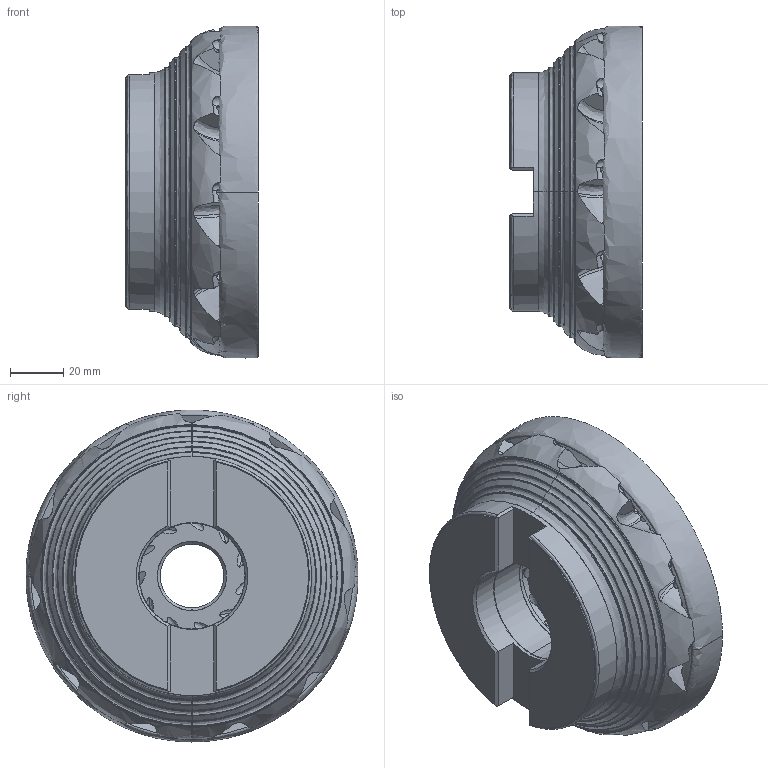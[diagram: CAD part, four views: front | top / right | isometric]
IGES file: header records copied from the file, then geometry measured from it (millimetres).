
Start section: SolidWorks IGES file using analytic representation for surfaces
Global section: file name: 90PP_125_723_11.IGS; native system: SolidWorks 2016; preprocessor: SolidWorks 2016; author: phk; date: 160722.141308; units: millimetre
Bounding box: 50.04 x 124.98 x 124.98 mm (x, y, z)
Surface area: 55291.5 mm2 (no closed solid volume)
Topology: 0 solids, 0 shells, 834 faces, 12858 edges, 12836 vertices
Faces by surface type: revolution 448, bspline 386
